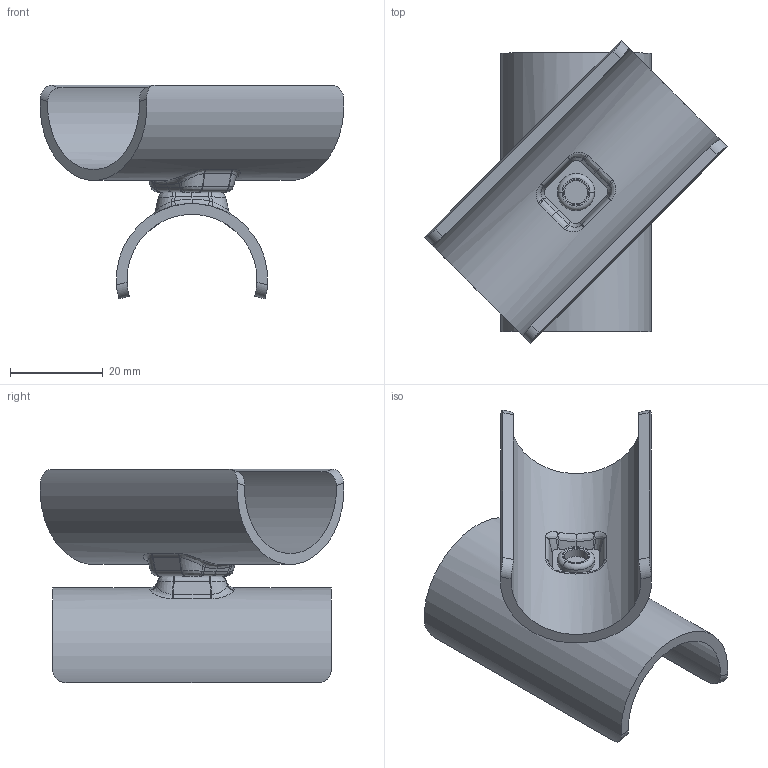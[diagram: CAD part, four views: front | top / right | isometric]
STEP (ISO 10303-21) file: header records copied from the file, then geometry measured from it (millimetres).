
FILE_DESCRIPTION((''),'2;1');
FILE_NAME('DF-19B_ASM','2021-06-01T09:34:35',('Administrator'),(''),'CREO PARAMETRIC BY PTC INC, 2019224','CREO PARAMETRIC BY PTC INC, 2019224','');
FILE_SCHEMA(('CONFIG_CONTROL_DESIGN'));
Length unit declared in the file: millimetre
Products named in the file (3): DF-19B; DF-19B-2; DF-19B_ASM
Assembly tree (3 placements, depth 2):
  DF-19B_ASM
    DF-19B  x2
    DF-19B-2
Bounding box: 65.41 x 65.41 x 46.04 mm (x, y, z)
Volume: 15975.4 mm3; surface area: 15074.5 mm2
Topology: 3 solids, 3 shells, 229 faces, 532 edges, 316 vertices
Faces by surface type: bspline 160, cylinder 36, plane 25, torus 8
Entity records: 6282 total; most frequent: CARTESIAN_POINT 3863, ORIENTED_EDGE 572, DIRECTION 350, EDGE_CURVE 286, VERTEX_POINT 170, AXIS2_PLACEMENT_3D 145, EDGE_LOOP 132, B_SPLINE_CURVE_WITH_KNOTS 132
